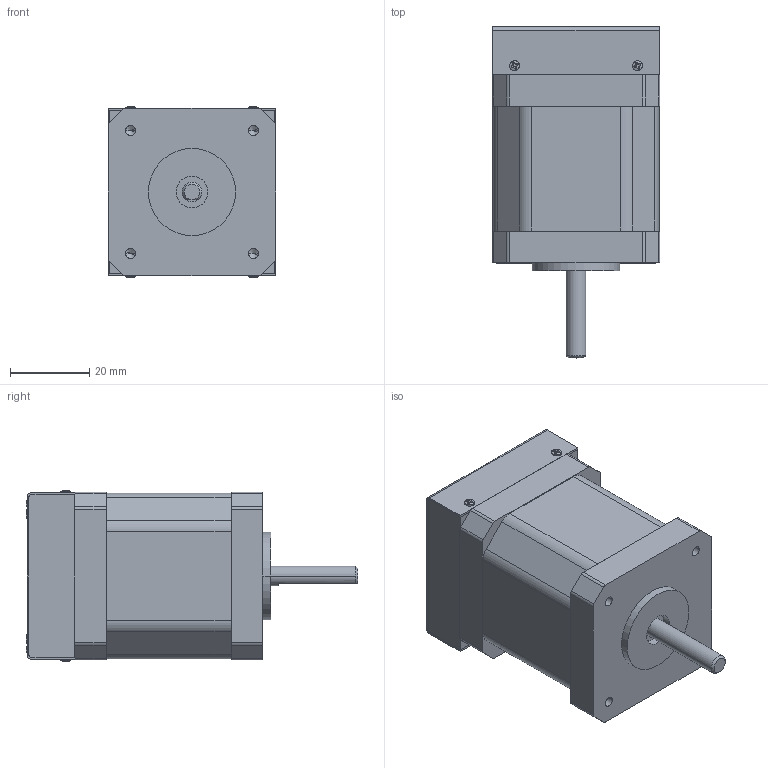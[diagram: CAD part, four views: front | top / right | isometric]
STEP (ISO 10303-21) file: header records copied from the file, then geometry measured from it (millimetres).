
FILE_DESCRIPTION (( 'STEP AP214' ), '1' );
FILE_NAME ('PD42-3-1270.STEP', '2020-11-04T11:37:31', ( '' ), ( '' ), 'SwSTEP 2.0', 'SolidWorks 2020', '' );
FILE_SCHEMA (( 'AUTOMOTIVE_DESIGN' ));
Length unit declared in the file: millimetre
Products named in the file (121): C14; C12; LEDM1608-R; C26; R15; 716881520; R11; B4B-PH-K-S; R9; C8; Pin_Shape; C4; C10; R12; C22; C5; X1; R13; U4; R2; CAPC3216X190N_EIA_1206; PD42-3-1270; C21; TopCover_Lai; D5; R4; Open_CASCADE_STEP_translator_6.8_2.1; Motor_Nema17; C9; R8; LEDM1608-G; C27; C24; 534272544; Lead; User_Library-sub-sma_Cut001001004; U2; Leader; Board; 716884848 ...
Assembly tree (323 placements, depth 6):
  PD42-3-1270
    Rev_11_Housing
    parallel pin unhardened_iso_ISO 2338 - 1.5 h8 x 5 - St  x2
    PCB_Final
      RESC1005_EIA_0402
      Board
      C26
        RESC1005_EIA_0402
        CAPC1608X92N_EIA_0603
      C27
        RESC1005_EIA_0402
        CAPC1608X92N_EIA_0603
      U5
        RESC1005_EIA_0402
        CircuitWorks-SOT-23-5
      D1
        RESC1005_EIA_0402
        716881520
          Body
            Open_CASCADE_STEP_translator_6.8_10.1.1
          Lead  x2
      R8
        RESC1005_EIA_0402  x2
      U2
        RESC1005_EIA_0402
        716881392
          Open_CASCADE_STEP_translator_6.8_13.1
          Body_2
            Open_CASCADE_STEP_translator_6.8_13.2.1
          Leader  x24
          Leader_2  x24
      R9
        RESC1005_EIA_0402  x2
      R7
        RESC1005_EIA_0402  x2
      R2
        RESC1005_EIA_0402  x2
      R1
        RESC1005_EIA_0402  x2
      C3
        RESC1005_EIA_0402
        CAPC1608X92N_EIA_0603
      J2
        RESC1005_EIA_0402
        B4B-PH-K-S
      C4
        RESC1005_EIA_0402
        CAPC1608X92N_EIA_0603
      C5
        RESC1005_EIA_0402
        CAPC1608X92N_EIA_0603
      C9
        RESC1005_EIA_0402
        CAPC3216X190N_EIA_1206
      C11
        RESC1005_EIA_0402
        CAPC1608X92N_EIA_0603
      C13
        RESC1005_EIA_0402
        CAPC1608X92N_EIA_0603
Bounding box: 42.3 x 83.74 x 43.1 mm (x, y, z)
Volume: 89656.4 mm3; surface area: 31242 mm2
Topology: 255 solids, 258 shells, 4738 faces, 11761 edges, 7351 vertices
Faces by surface type: plane 3284, cylinder 1059, bspline 306, cone 55, torus 22, sphere 12
Entity records: 66809 total; most frequent: CARTESIAN_POINT 13537, DIRECTION 7853, ORIENTED_EDGE 7436, EDGE_CURVE 3721, VECTOR 2705, LINE 2705, AXIS2_PLACEMENT_3D 2574, VERTEX_POINT 2363
